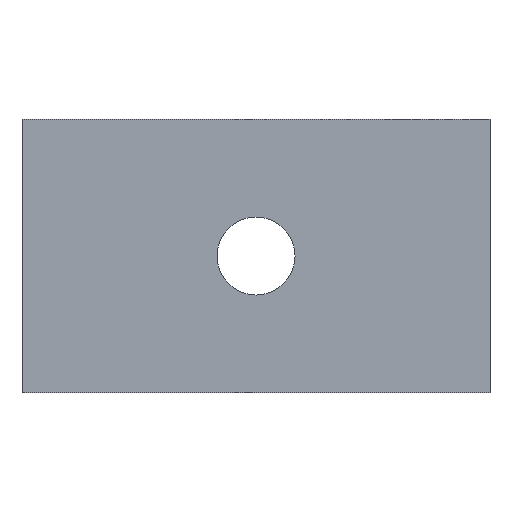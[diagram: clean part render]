
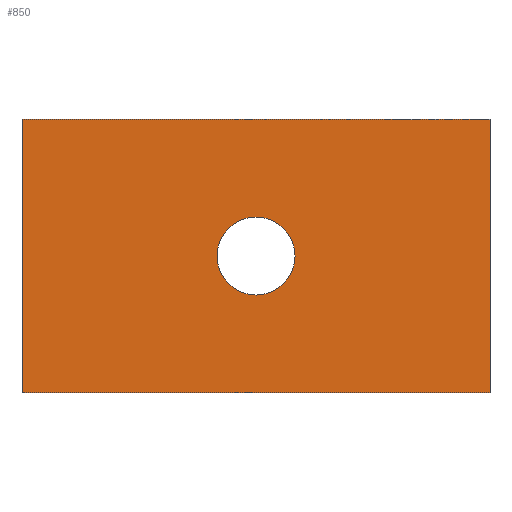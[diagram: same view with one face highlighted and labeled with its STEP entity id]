
A CAD part, left-side view. The second image highlights one B-rep face of the part: STEP entity #850.
In plain terms, the highlighted planar face has unit normal (-1, 0, 0).
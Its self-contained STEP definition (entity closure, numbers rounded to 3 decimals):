
#2 = DIRECTION ( 'NONE',  ( 0., -1., 0. ) ) ;
#45 = EDGE_CURVE ( 'NONE', #147, #949, #460, .T. ) ;
#54 = FACE_BOUND ( 'NONE', #396, .T. ) ;
#59 = EDGE_CURVE ( 'NONE', #795, #449, #176, .T. ) ;
#70 = VECTOR ( 'NONE', #513, 1000. ) ;
#81 = EDGE_CURVE ( 'NONE', #449, #216, #749, .T. ) ;
#90 = VECTOR ( 'NONE', #2, 1000. ) ;
#109 = LINE ( 'NONE', #586, #427 ) ;
#111 = DIRECTION ( 'NONE',  ( -1., 0., 0. ) ) ;
#121 = CARTESIAN_POINT ( 'NONE',  ( 0., 0., 0. ) ) ;
#126 = DIRECTION ( 'NONE',  ( 0., 0., -1. ) ) ;
#133 = VERTEX_POINT ( 'NONE', #150 ) ;
#145 = CARTESIAN_POINT ( 'NONE',  ( 0., 0., -2. ) ) ;
#147 = VERTEX_POINT ( 'NONE', #145 ) ;
#150 = CARTESIAN_POINT ( 'NONE',  ( 0., 12., 7. ) ) ;
#176 = LINE ( 'NONE', #278, #782 ) ;
#178 = EDGE_LOOP ( 'NONE', ( #799, #258, #922, #276 ) ) ;
#203 = DIRECTION ( 'NONE',  ( -1., 0., 0. ) ) ;
#207 = EDGE_CURVE ( 'NONE', #216, #133, #109, .T. ) ;
#216 = VERTEX_POINT ( 'NONE', #675 ) ;
#245 = EDGE_CURVE ( 'NONE', #133, #795, #403, .T. ) ;
#255 = ORIENTED_EDGE ( 'NONE', *, *, #488, .F. ) ;
#258 = ORIENTED_EDGE ( 'NONE', *, *, #59, .F. ) ;
#276 = ORIENTED_EDGE ( 'NONE', *, *, #207, .F. ) ;
#278 = CARTESIAN_POINT ( 'NONE',  ( 0., -12., 7. ) ) ;
#354 = DIRECTION ( 'NONE',  ( 0., 0., 1. ) ) ;
#372 = CIRCLE ( 'NONE', #570, 2. ) ;
#385 = ORIENTED_EDGE ( 'NONE', *, *, #45, .F. ) ;
#396 = EDGE_LOOP ( 'NONE', ( #255, #385 ) ) ;
#403 = LINE ( 'NONE', #515, #90 ) ;
#427 = VECTOR ( 'NONE', #432, 1000. ) ;
#432 = DIRECTION ( 'NONE',  ( 0., 0., 1. ) ) ;
#449 = VERTEX_POINT ( 'NONE', #841 ) ;
#460 = CIRCLE ( 'NONE', #909, 2. ) ;
#488 = EDGE_CURVE ( 'NONE', #949, #147, #372, .T. ) ;
#497 = CARTESIAN_POINT ( 'NONE',  ( 0., 0., 2. ) ) ;
#513 = DIRECTION ( 'NONE',  ( 0., 1., 0. ) ) ;
#515 = CARTESIAN_POINT ( 'NONE',  ( 0., 7., 7. ) ) ;
#542 = CARTESIAN_POINT ( 'NONE',  ( 0., -12., 7. ) ) ;
#570 = AXIS2_PLACEMENT_3D ( 'NONE', #121, #111, #354 ) ;
#583 = DIRECTION ( 'NONE',  ( 0., 0., 1. ) ) ;
#586 = CARTESIAN_POINT ( 'NONE',  ( 0., 12., -7. ) ) ;
#643 = DIRECTION ( 'NONE',  ( 1., 0., 0. ) ) ;
#675 = CARTESIAN_POINT ( 'NONE',  ( 0., 12., -7. ) ) ;
#749 = LINE ( 'NONE', #873, #70 ) ;
#782 = VECTOR ( 'NONE', #126, 1000. ) ;
#795 = VERTEX_POINT ( 'NONE', #542 ) ;
#799 = ORIENTED_EDGE ( 'NONE', *, *, #81, .F. ) ;
#815 = FACE_OUTER_BOUND ( 'NONE', #178, .T. ) ;
#833 = AXIS2_PLACEMENT_3D ( 'NONE', #839, #643, #861 ) ;
#835 = PLANE ( 'NONE',  #833 ) ;
#839 = CARTESIAN_POINT ( 'NONE',  ( 0., 0., 0. ) ) ;
#841 = CARTESIAN_POINT ( 'NONE',  ( 0., -12., -7. ) ) ;
#850 = ADVANCED_FACE ( 'NONE', ( #54, #815 ), #835, .F. ) ;
#861 = DIRECTION ( 'NONE',  ( 0., 0., -1. ) ) ;
#873 = CARTESIAN_POINT ( 'NONE',  ( 0., 7., -7. ) ) ;
#909 = AXIS2_PLACEMENT_3D ( 'NONE', #955, #203, #583 ) ;
#922 = ORIENTED_EDGE ( 'NONE', *, *, #245, .F. ) ;
#949 = VERTEX_POINT ( 'NONE', #497 ) ;
#955 = CARTESIAN_POINT ( 'NONE',  ( 0., 0., 0. ) ) ;
